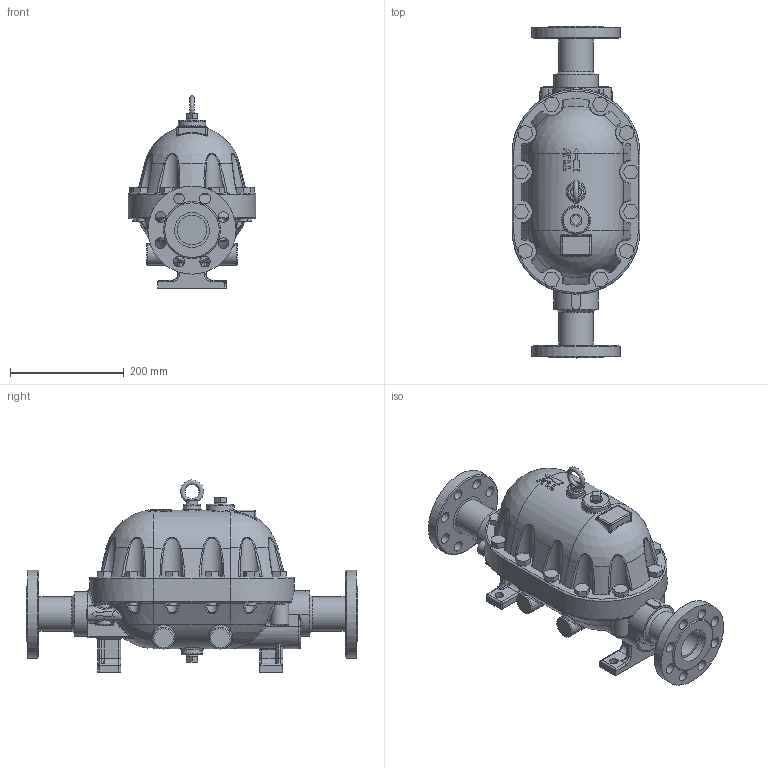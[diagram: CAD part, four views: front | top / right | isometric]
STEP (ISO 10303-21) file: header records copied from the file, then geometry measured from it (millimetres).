
FILE_DESCRIPTION(/* description */ (''),/* implementation_level */ '2;1');
FILE_NAME(/* name */ 'jl9x0-050-jis20-00.stp',/* time_stamp */ '2019-10-31T16:53:50+09:00',/* author */ ('nakaot'),/* organization */ (''),/* preprocessor_version */ 'ST-DEVELOPER v18',/* originating_system */ 'Autodesk Inventor 2020',/* authorisation */ '');
FILE_SCHEMA (('AUTOMOTIVE_DESIGN { 1 0 10303 214 3 1 1 }'));
Length unit declared in the file: millimetre
Products named in the file (1): jl9x0-050-jis20-00
Bounding box: 225 x 584 x 338 mm (x, y, z)
Volume: 12225945.3 mm3; surface area: 551662 mm2
Topology: 7 solids, 13 shells, 845 faces, 2163 edges, 1354 vertices
Faces by surface type: plane 334, cylinder 201, bspline 168, torus 87, cone 28, sphere 27
Full cylindrical faces by diameter (mm): 15 x4, 16 x8, 17 x2, 18 x12, 19 x16, 20 x1, 21 x2, 31.5 x1, 38 x3, 48 x1, 52 x2, 60.5 x2, 61.1 x2, 78 x1, 155 x2
Entity records: 36772 total; most frequent: CARTESIAN_POINT 17026, ORIENTED_EDGE 4276, DIRECTION 3901, EDGE_CURVE 2138, AXIS2_PLACEMENT_3D 1560, VERTEX_POINT 1355, EDGE_LOOP 923, ADVANCED_FACE 845
